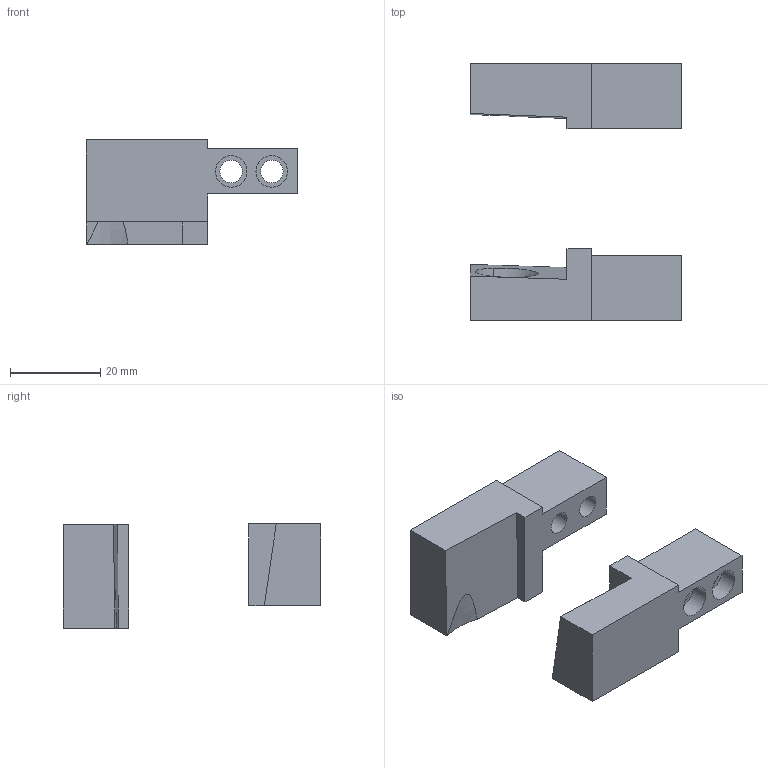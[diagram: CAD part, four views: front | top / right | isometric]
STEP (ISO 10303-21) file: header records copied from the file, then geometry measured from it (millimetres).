
FILE_DESCRIPTION(/* description */ (''),/* implementation_level */ '2;1');
FILE_NAME(/* name */ 'sheji.stp',/* time_stamp */ '2019-05-31T15:40:10+08:00',/* author */ (''),/* organization */ (''),/* preprocessor_version */ 'ST-DEVELOPER v16',/* originating_system */ 'SIEMENS PLM Software NX 10.0',/* authorisation */ '');
FILE_SCHEMA (('AP203_CONFIGURATION_CONTROLLED_3D_DESIGN_OF_MECHANICAL_PARTS_AND_ASSEMBLIES_MIM_LF { 1 0 10303 403 2 1 2}'));
Length unit declared in the file: millimetre
Products named in the file (1): hp1134A95Act9c
Bounding box: 47 x 57.18 x 23.13 mm (x, y, z)
Volume: 17393 mm3; surface area: 7720 mm2
Topology: 2 solids, 2 shells, 40 faces, 99 edges, 68 vertices
Faces by surface type: plane 29, cylinder 9, bspline 2
Full cylindrical faces by diameter (mm): 5 x4, 7 x2, 7.2 x2
Entity records: 1439 total; most frequent: CARTESIAN_POINT 444, DIRECTION 175, ORIENTED_EDGE 170, EDGE_CURVE 85, VERTEX_POINT 62, LINE 61, VECTOR 61, EDGE_LOOP 61
